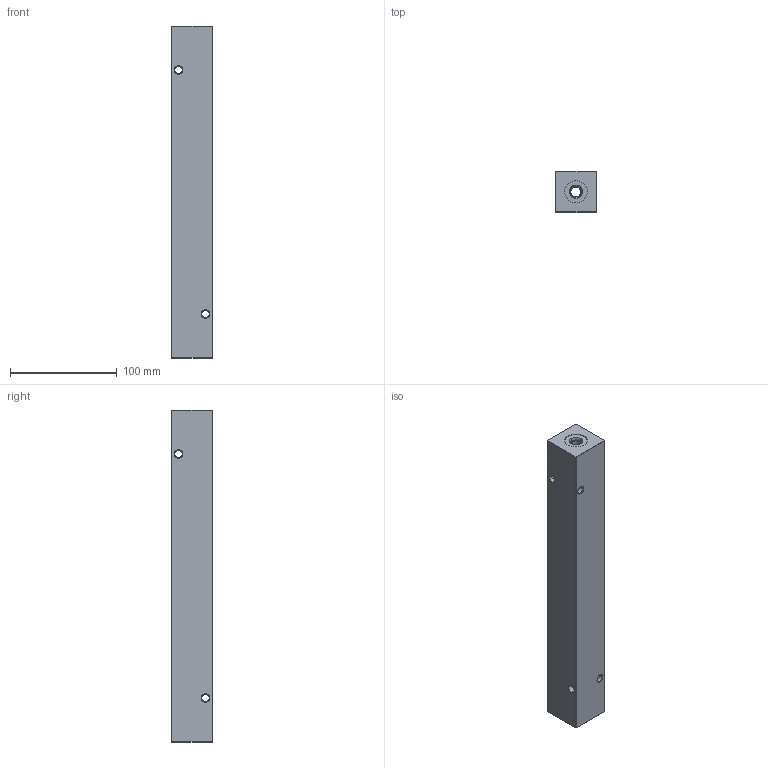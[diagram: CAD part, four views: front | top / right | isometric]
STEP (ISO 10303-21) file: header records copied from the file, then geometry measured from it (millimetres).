
FILE_DESCRIPTION (( 'STEP AP203' ), '1' );
FILE_NAME ('HM-8-0-S-4-2.STEP', '2020-09-28T19:52:31', ( '' ), ( '' ), 'SwSTEP 2.0', 'SolidWorks 2019', '' );
FILE_SCHEMA (( 'CONFIG_CONTROL_DESIGN' ));
Length unit declared in the file: inch
Products named in the file (1): HM-8-0-S-4-2
Bounding box: 38.1 x 38.1 x 311.15 mm (x, y, z)
Volume: 417128 mm3; surface area: 64184.4 mm2
Topology: 1 solids, 1 shells, 581 faces, 1481 edges, 944 vertices
Faces by surface type: plane 240, bspline 191, cone 76, cylinder 74
Entity records: 27002 total; most frequent: CARTESIAN_POINT 14150, ORIENTED_EDGE 2962, DIRECTION 2007, EDGE_CURVE 1481, VERTEX_POINT 944, LINE 877, VECTOR 877, EDGE_LOOP 653
